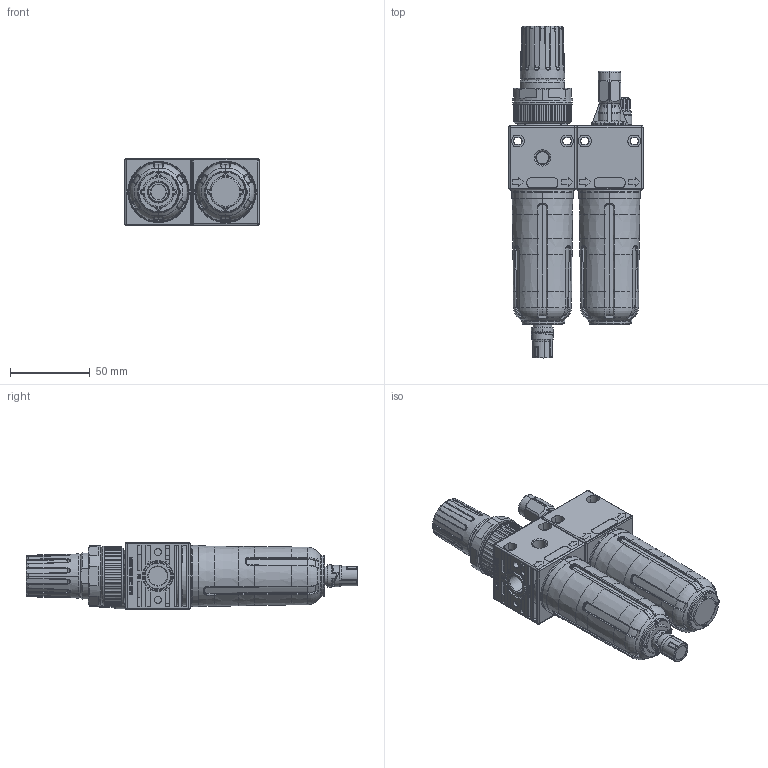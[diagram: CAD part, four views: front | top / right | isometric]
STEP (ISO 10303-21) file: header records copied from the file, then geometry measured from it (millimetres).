
FILE_DESCRIPTION(('STEP AP214'),'1');
FILE_NAME('042 FR+L Alto PE SS.stp','2018-02-06T07:41:26',(' '),(' '),'Spatial InterOp 3D',' ',' ');
FILE_SCHEMA(('AUTOMOTIVE_DESIGN { 1 0 10303 214 1 1 1 1 }'));
Length unit declared in the file: metre
Products named in the file (1): Volume
Bounding box: 84 x 207.9 x 42 mm (x, y, z)
Volume: 356134.5 mm3; surface area: 61431 mm2
Topology: 1 solids, 16 shells, 2244 faces, 5669 edges, 3546 vertices
Faces by surface type: plane 853, cylinder 476, bspline 313, torus 201, cone 187, extrusion 176, sphere 38
Entity records: 110498 total; most frequent: CARTESIAN_POINT 40627, ORIENTED_EDGE 11292, DIRECTION 9949, EDGE_CURVE 5646, AXIS2_PLACEMENT_3D 3552, VERTEX_POINT 3546, VECTOR 2845, LINE 2669
